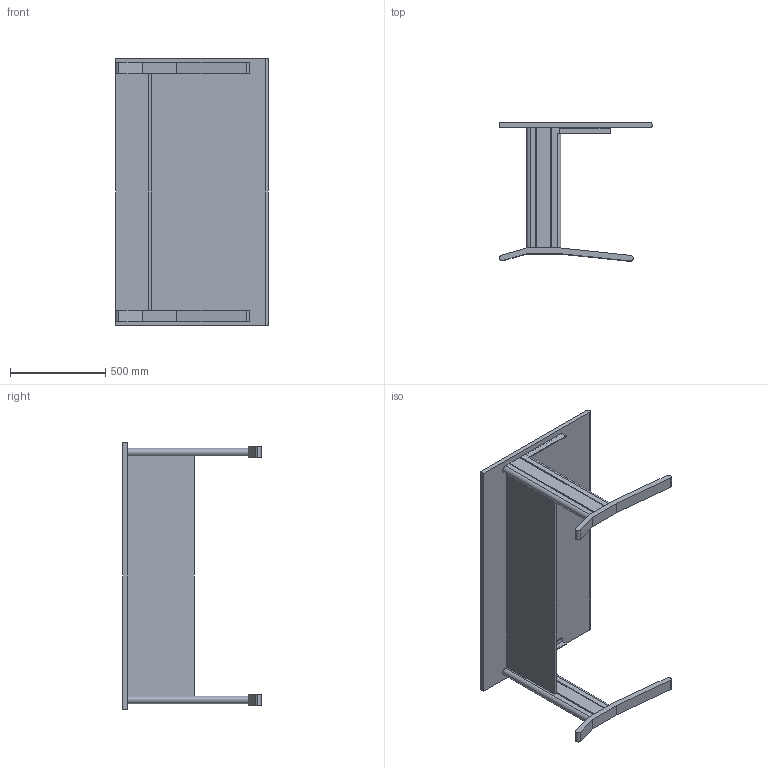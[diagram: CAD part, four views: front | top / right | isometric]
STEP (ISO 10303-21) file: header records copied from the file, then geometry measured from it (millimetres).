
FILE_DESCRIPTION(('STEP AP214'),'1');
FILE_NAME('desk-1400-clear_wood.stp','2018-01-02T20:44:28',('TraceParts'),('TraceParts S.A.'),'Spatial InterOp 3D',' ',' ');
FILE_SCHEMA(('automotive_design'));
Length unit declared in the file: millimetre
Products named in the file (1): desk-1400-clear_wood
Bounding box: 800.57 x 727 x 1400 mm (x, y, z)
Volume: 45731307.4 mm3; surface area: 4027820.9 mm2
Topology: 1 solids, 1 shells, 86 faces, 245 edges, 162 vertices
Faces by surface type: plane 72, cylinder 14
Entity records: 3477 total; most frequent: CARTESIAN_POINT 494, ORIENTED_EDGE 490, DIRECTION 455, EDGE_CURVE 245, LINE 209, VECTOR 209, VERTEX_POINT 162, AXIS2_PLACEMENT_3D 123
